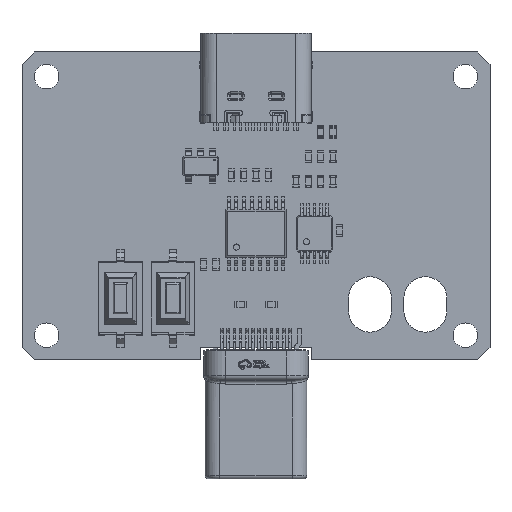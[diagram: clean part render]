
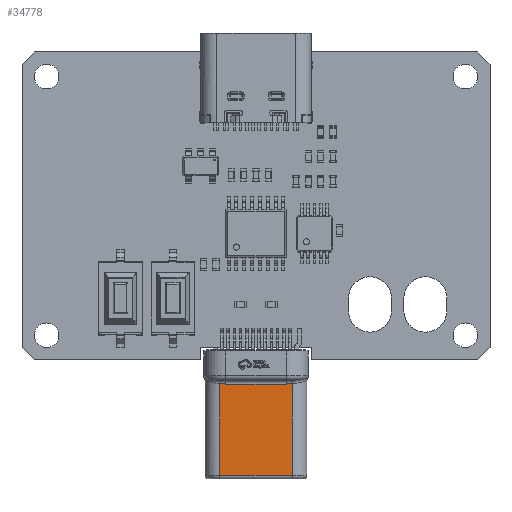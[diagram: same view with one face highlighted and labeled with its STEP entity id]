
A CAD part, top view. The second image highlights one B-rep face of the part: STEP entity #34778.
In plain terms, the highlighted planar face has unit normal (0, 0, 1).
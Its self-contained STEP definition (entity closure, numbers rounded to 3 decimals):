
#34485 = EDGE_CURVE('',#34486,#34488,#34490,.T.);
#34486 = VERTEX_POINT('',#34487);
#34487 = CARTESIAN_POINT('',(-2.45,7.707,
    1.2));
#34488 = VERTEX_POINT('',#34489);
#34489 = CARTESIAN_POINT('',(2.45,7.707,
    1.2));
#34490 = LINE('',#34491,#34492);
#34491 = CARTESIAN_POINT('',(-2.45,7.707,
    1.2));
#34492 = VECTOR('',#34493,1.);
#34493 = DIRECTION('',(1.,0.,0.));
#34518 = EDGE_CURVE('',#34488,#34519,#34521,.T.);
#34519 = VERTEX_POINT('',#34520);
#34520 = CARTESIAN_POINT('',(2.925,7.722,1.2)
  );
#34521 = B_SPLINE_CURVE_WITH_KNOTS('',3,(#34522,#34523,#34524,#34525,
    #34526,#34527,#34528,#34529),.UNSPECIFIED.,.F.,.F.,(4,1,1,1,1,4),(0.
    ,0.2,0.4,0.6,0.8,1.),.QUASI_UNIFORM_KNOTS.);
#34522 = CARTESIAN_POINT('',(2.45,7.707,
    1.2));
#34523 = CARTESIAN_POINT('',(2.48,7.707,
    1.2));
#34524 = CARTESIAN_POINT('',(2.542,7.707,1.2
    ));
#34525 = CARTESIAN_POINT('',(2.638,7.709,
    1.2));
#34526 = CARTESIAN_POINT('',(2.736,7.711,
    1.2));
#34527 = CARTESIAN_POINT('',(2.833,7.715,1.2
    ));
#34528 = CARTESIAN_POINT('',(2.895,7.719,
    1.2));
#34529 = CARTESIAN_POINT('',(2.925,7.722,1.2)
  );
#34693 = EDGE_CURVE('',#34519,#34694,#34696,.T.);
#34694 = VERTEX_POINT('',#34695);
#34695 = CARTESIAN_POINT('',(2.925,0.3,1.2));
#34696 = LINE('',#34697,#34698);
#34697 = CARTESIAN_POINT('',(2.925,7.722,1.2)
  );
#34698 = VECTOR('',#34699,1.);
#34699 = DIRECTION('',(0.,-1.,0.));
#34751 = EDGE_CURVE('',#34694,#34752,#34754,.T.);
#34752 = VERTEX_POINT('',#34753);
#34753 = CARTESIAN_POINT('',(-2.925,0.3,1.2));
#34754 = LINE('',#34755,#34756);
#34755 = CARTESIAN_POINT('',(2.925,0.3,1.2));
#34756 = VECTOR('',#34757,1.);
#34757 = DIRECTION('',(-1.,-0.,0.));
#34778 = ADVANCED_FACE('',(#34779),#34804,.T.);
#34779 = FACE_BOUND('',#34780,.T.);
#34780 = EDGE_LOOP('',(#34781,#34782,#34783,#34784,#34797,#34803));
#34781 = ORIENTED_EDGE('',*,*,#34693,.F.);
#34782 = ORIENTED_EDGE('',*,*,#34518,.F.);
#34783 = ORIENTED_EDGE('',*,*,#34485,.F.);
#34784 = ORIENTED_EDGE('',*,*,#34785,.F.);
#34785 = EDGE_CURVE('',#34786,#34486,#34788,.T.);
#34786 = VERTEX_POINT('',#34787);
#34787 = CARTESIAN_POINT('',(-2.925,7.722,
    1.2));
#34788 = B_SPLINE_CURVE_WITH_KNOTS('',3,(#34789,#34790,#34791,#34792,
    #34793,#34794,#34795,#34796),.UNSPECIFIED.,.F.,.F.,(4,1,1,1,1,4),(0.
    ,0.2,0.4,0.6,0.8,1.),.QUASI_UNIFORM_KNOTS.);
#34789 = CARTESIAN_POINT('',(-2.925,7.722,
    1.2));
#34790 = CARTESIAN_POINT('',(-2.895,7.719,
    1.2));
#34791 = CARTESIAN_POINT('',(-2.833,7.716,
    1.2));
#34792 = CARTESIAN_POINT('',(-2.736,7.711,
    1.2));
#34793 = CARTESIAN_POINT('',(-2.638,7.709,
    1.2));
#34794 = CARTESIAN_POINT('',(-2.542,7.707,
    1.2));
#34795 = CARTESIAN_POINT('',(-2.48,7.707,
    1.2));
#34796 = CARTESIAN_POINT('',(-2.45,7.707,
    1.2));
#34797 = ORIENTED_EDGE('',*,*,#34798,.F.);
#34798 = EDGE_CURVE('',#34752,#34786,#34799,.T.);
#34799 = LINE('',#34800,#34801);
#34800 = CARTESIAN_POINT('',(-2.925,0.3,1.2));
#34801 = VECTOR('',#34802,1.);
#34802 = DIRECTION('',(0.,1.,0.));
#34803 = ORIENTED_EDGE('',*,*,#34751,.F.);
#34804 = PLANE('',#34805);
#34805 = AXIS2_PLACEMENT_3D('',#34806,#34807,#34808);
#34806 = CARTESIAN_POINT('',(4.125,0.,1.2));
#34807 = DIRECTION('',(0.,0.,1.));
#34808 = DIRECTION('',(1.,0.,0.));
